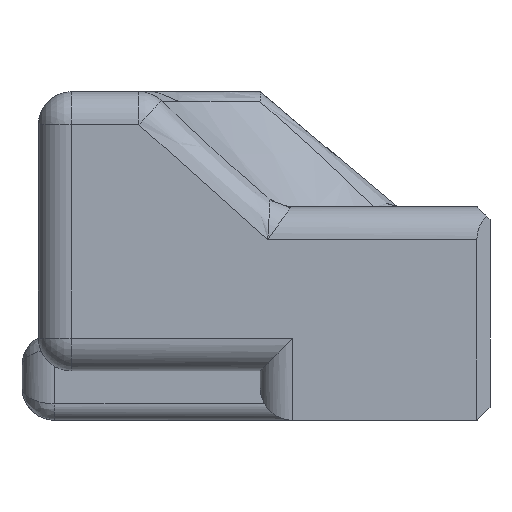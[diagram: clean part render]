
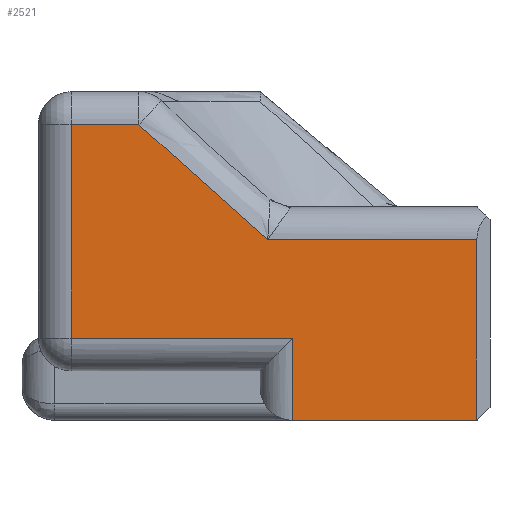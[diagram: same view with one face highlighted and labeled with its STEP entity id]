
A CAD part, front view. The second image highlights one B-rep face of the part: STEP entity #2521.
In plain terms, the highlighted planar face has unit normal (0, -1, 0).
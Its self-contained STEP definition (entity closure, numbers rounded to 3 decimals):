
#120 = EDGE_CURVE ( 'NONE', #2478, #477, #2645, .T. ) ;
#137 = VERTEX_POINT ( 'NONE', #2432 ) ;
#235 = CARTESIAN_POINT ( 'NONE',  ( 97.808, -24., -17.253 ) ) ;
#292 = CARTESIAN_POINT ( 'NONE',  ( 101.732, -24., -20.753 ) ) ;
#300 = CARTESIAN_POINT ( 'NONE',  ( 100.387, -24., -19.628 ) ) ;
#327 = VECTOR ( 'NONE', #698, 1000. ) ;
#336 = DIRECTION ( 'NONE',  ( 0., 1., 0. ) ) ;
#373 = CARTESIAN_POINT ( 'NONE',  ( 102.5, -24., -16.253 ) ) ;
#399 = ORIENTED_EDGE ( 'NONE', *, *, #859, .F. ) ;
#421 = CARTESIAN_POINT ( 'NONE',  ( 101.5, -24., -17.253 ) ) ;
#462 = CARTESIAN_POINT ( 'NONE',  ( 101.5, -24., -20.753 ) ) ;
#477 = VERTEX_POINT ( 'NONE', #2763 ) ;
#496 = ORIENTED_EDGE ( 'NONE', *, *, #120, .F. ) ;
#531 = ORIENTED_EDGE ( 'NONE', *, *, #995, .F. ) ;
#551 = EDGE_CURVE ( 'NONE', #2287, #668, #1864, .T. ) ;
#565 = ORIENTED_EDGE ( 'NONE', *, *, #2734, .F. ) ;
#574 = CARTESIAN_POINT ( 'NONE',  ( 101.5, -24., -16.253 ) ) ;
#620 = VERTEX_POINT ( 'NONE', #1603 ) ;
#664 = CARTESIAN_POINT ( 'NONE',  ( 97.808, -24., -17.253 ) ) ;
#668 = VERTEX_POINT ( 'NONE', #740 ) ;
#694 = VECTOR ( 'NONE', #2534, 1000. ) ;
#698 = DIRECTION ( 'NONE',  ( 0., 0., 1. ) ) ;
#740 = CARTESIAN_POINT ( 'NONE',  ( 108.1, -24., -20.753 ) ) ;
#824 = EDGE_CURVE ( 'NONE', #1361, #2656, #2011, .T. ) ;
#844 = VECTOR ( 'NONE', #1858, 1000. ) ;
#845 = EDGE_CURVE ( 'NONE', #477, #137, #2800, .T. ) ;
#846 = B_SPLINE_CURVE_WITH_KNOTS ( 'NONE', 3,
 ( #664, #875, #1798, #300, #1445, #2374 ),
 .UNSPECIFIED., .F., .F.,
 ( 4, 2, 4 ),
 ( 0., 0.003, 0.005 ),
 .UNSPECIFIED. ) ;
#859 = EDGE_CURVE ( 'NONE', #668, #620, #2537, .T. ) ;
#875 = CARTESIAN_POINT ( 'NONE',  ( 98.445, -24., -17.855 ) ) ;
#995 = EDGE_CURVE ( 'NONE', #137, #1361, #1863, .T. ) ;
#1135 = VECTOR ( 'NONE', #2591, 1000. ) ;
#1165 = CARTESIAN_POINT ( 'NONE',  ( 108.1, -24., -26.253 ) ) ;
#1171 = CARTESIAN_POINT ( 'NONE',  ( 102.5, -24., -26.253 ) ) ;
#1283 = PLANE ( 'NONE',  #2103 ) ;
#1290 = VECTOR ( 'NONE', #2917, 1000. ) ;
#1319 = EDGE_LOOP ( 'NONE', ( #565, #2317, #531, #1889, #496, #1553, #399, #1462 ) ) ;
#1361 = VERTEX_POINT ( 'NONE', #2197 ) ;
#1445 = CARTESIAN_POINT ( 'NONE',  ( 101.046, -24., -20.208 ) ) ;
#1462 = ORIENTED_EDGE ( 'NONE', *, *, #551, .F. ) ;
#1553 = ORIENTED_EDGE ( 'NONE', *, *, #2170, .F. ) ;
#1568 = VECTOR ( 'NONE', #1874, 1000. ) ;
#1603 = CARTESIAN_POINT ( 'NONE',  ( 108.1, -24., -26.253 ) ) ;
#1607 = CARTESIAN_POINT ( 'NONE',  ( 108.5, -24., -26.253 ) ) ;
#1760 = DIRECTION ( 'NONE',  ( 0., 0., -1. ) ) ;
#1798 = CARTESIAN_POINT ( 'NONE',  ( 99.086, -24., -18.453 ) ) ;
#1858 = DIRECTION ( 'NONE',  ( -1., 0., 0. ) ) ;
#1863 = LINE ( 'NONE', #2756, #327 ) ;
#1864 = LINE ( 'NONE', #462, #1135 ) ;
#1874 = DIRECTION ( 'NONE',  ( 0., 0., -1. ) ) ;
#1889 = ORIENTED_EDGE ( 'NONE', *, *, #845, .F. ) ;
#1983 = FACE_OUTER_BOUND ( 'NONE', #1319, .T. ) ;
#2011 = LINE ( 'NONE', #421, #1290 ) ;
#2057 = LINE ( 'NONE', #1607, #694 ) ;
#2103 = AXIS2_PLACEMENT_3D ( 'NONE', #574, #336, #1760 ) ;
#2155 = VECTOR ( 'NONE', #2225, 1000. ) ;
#2170 = EDGE_CURVE ( 'NONE', #620, #2478, #2057, .T. ) ;
#2197 = CARTESIAN_POINT ( 'NONE',  ( 95.75, -24., -17.253 ) ) ;
#2225 = DIRECTION ( 'NONE',  ( 0., 0., 1. ) ) ;
#2287 = VERTEX_POINT ( 'NONE', #292 ) ;
#2317 = ORIENTED_EDGE ( 'NONE', *, *, #824, .F. ) ;
#2374 = CARTESIAN_POINT ( 'NONE',  ( 101.732, -24., -20.753 ) ) ;
#2432 = CARTESIAN_POINT ( 'NONE',  ( 95.75, -24., -23.753 ) ) ;
#2478 = VERTEX_POINT ( 'NONE', #1171 ) ;
#2521 = ADVANCED_FACE ( 'NONE', ( #1983 ), #1283, .F. ) ;
#2534 = DIRECTION ( 'NONE',  ( -1., 0., 0. ) ) ;
#2537 = LINE ( 'NONE', #1165, #1568 ) ;
#2587 = CARTESIAN_POINT ( 'NONE',  ( 101.5, -24., -23.753 ) ) ;
#2591 = DIRECTION ( 'NONE',  ( 1., 0., 0. ) ) ;
#2645 = LINE ( 'NONE', #373, #2155 ) ;
#2656 = VERTEX_POINT ( 'NONE', #235 ) ;
#2734 = EDGE_CURVE ( 'NONE', #2656, #2287, #846, .T. ) ;
#2756 = CARTESIAN_POINT ( 'NONE',  ( 95.75, -24., -17.253 ) ) ;
#2763 = CARTESIAN_POINT ( 'NONE',  ( 102.5, -24., -23.753 ) ) ;
#2800 = LINE ( 'NONE', #2587, #844 ) ;
#2917 = DIRECTION ( 'NONE',  ( 1., 0., 0. ) ) ;
